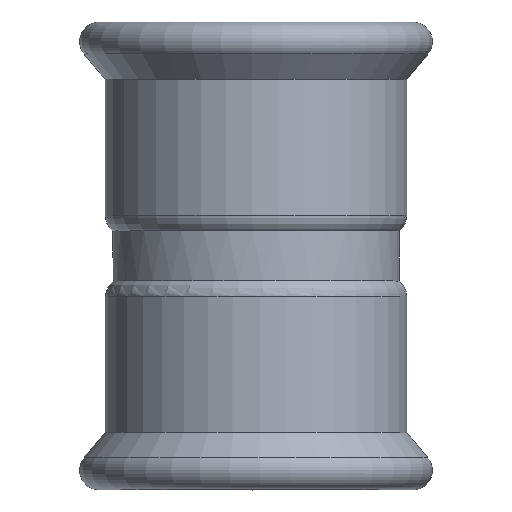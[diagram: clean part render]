
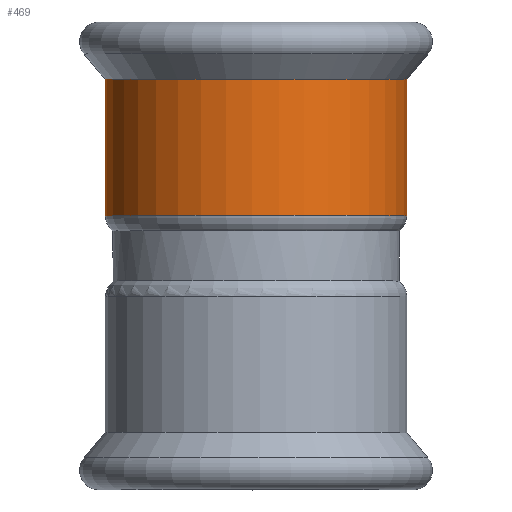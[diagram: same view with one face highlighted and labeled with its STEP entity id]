
A CAD part, top view. The second image highlights one B-rep face of the part: STEP entity #469.
In plain terms, the highlighted cylindrical face has radius 46.75 mm (diameter 93.5 mm), a full revolution.
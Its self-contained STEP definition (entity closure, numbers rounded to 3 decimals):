
#42=FACE_OUTER_BOUND('',#74,.T.);
#74=EDGE_LOOP('',(#296,#297,#298,#299));
#110=LINE('',#793,#126);
#126=VECTOR('',#612,46.75);
#142=CIRCLE('',#525,46.75);
#143=CIRCLE('',#526,46.75);
#192=VERTEX_POINT('',#790);
#193=VERTEX_POINT('',#792);
#230=EDGE_CURVE('',#192,#192,#142,.T.);
#231=EDGE_CURVE('',#192,#193,#110,.T.);
#232=EDGE_CURVE('',#193,#193,#143,.T.);
#296=ORIENTED_EDGE('',*,*,#230,.F.);
#297=ORIENTED_EDGE('',*,*,#231,.T.);
#298=ORIENTED_EDGE('',*,*,#232,.T.);
#299=ORIENTED_EDGE('',*,*,#231,.F.);
#428=CYLINDRICAL_SURFACE('',#524,46.75);
#469=ADVANCED_FACE('',(#42),#428,.T.);
#524=AXIS2_PLACEMENT_3D('',#789,#608,#609);
#525=AXIS2_PLACEMENT_3D('',#791,#610,#611);
#526=AXIS2_PLACEMENT_3D('',#794,#613,#614);
#608=DIRECTION('center_axis',(0.,1.,0.));
#609=DIRECTION('ref_axis',(-0.878,0.,0.479));
#610=DIRECTION('center_axis',(0.,1.,0.));
#611=DIRECTION('ref_axis',(0.,0.,-1.));
#612=DIRECTION('',(0.,-1.,0.));
#613=DIRECTION('center_axis',(0.,1.,0.));
#614=DIRECTION('ref_axis',(0.,0.,-1.));
#789=CARTESIAN_POINT('Origin',(0.,7.5,0.));
#790=CARTESIAN_POINT('',(41.027,54.782,-22.413));
#791=CARTESIAN_POINT('Origin',(0.,54.782,0.));
#792=CARTESIAN_POINT('',(41.027,12.5,-22.413));
#793=CARTESIAN_POINT('',(41.027,7.5,-22.413));
#794=CARTESIAN_POINT('Origin',(0.,12.5,0.));
